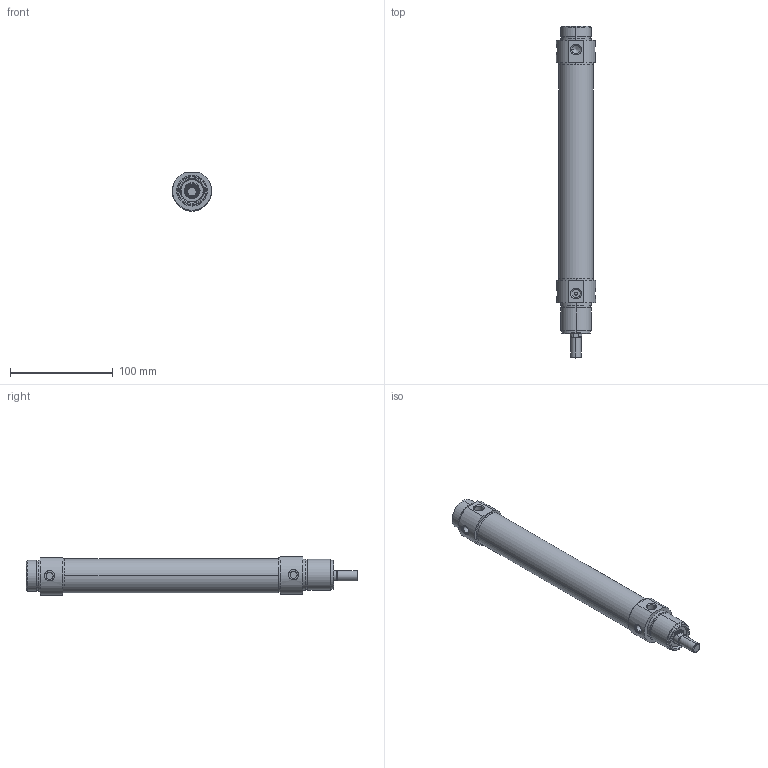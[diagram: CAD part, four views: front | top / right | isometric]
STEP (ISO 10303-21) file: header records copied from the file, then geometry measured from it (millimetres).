
FILE_DESCRIPTION (( 'STEP AP214' ), '1' );
FILE_NAME ('DEA32-160.STEP', '2015-11-09T15:12:29', ( '' ), ( '' ), 'SwSTEP 2.0', 'SolidWorks 2015', '' );
FILE_SCHEMA (( 'AUTOMOTIVE_DESIGN' ));
Length unit declared in the file: millimetre
Products named in the file (5): TA; cilinderbuis_DEA32-160; TP; DEA32-160; STELO-125
Assembly tree (4 placements, depth 2):
  DEA32-160
    TP
    STELO-125
    TA
    cilinderbuis_DEA32-160
Bounding box: 38.13 x 323.86 x 37.5 mm (x, y, z)
Volume: 103965.2 mm3; surface area: 67215.2 mm2
Topology: 4 solids, 5 shells, 167 faces, 341 edges, 209 vertices
Faces by surface type: cylinder 74, plane 43, cone 38, bspline 10, torus 2
Entity records: 6646 total; most frequent: CARTESIAN_POINT 1320, DIRECTION 827, ORIENTED_EDGE 678, AXIS2_PLACEMENT_3D 350, EDGE_CURVE 339, VERTEX_POINT 209, EDGE_LOOP 200, CIRCLE 186
